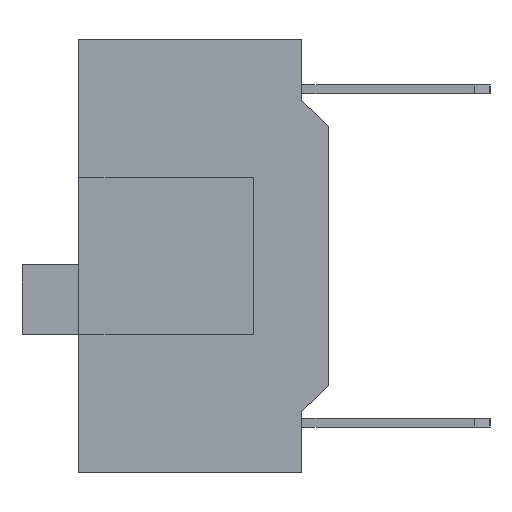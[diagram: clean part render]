
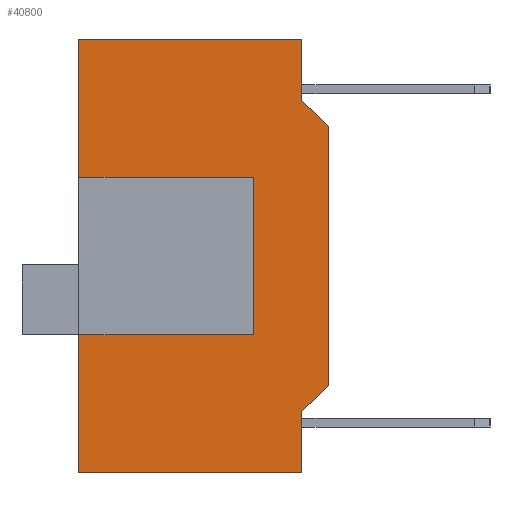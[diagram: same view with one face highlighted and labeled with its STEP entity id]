
A CAD part, left-side view. The second image highlights one B-rep face of the part: STEP entity #40800.
In plain terms, the highlighted planar face has unit normal (-1, 0, 0).
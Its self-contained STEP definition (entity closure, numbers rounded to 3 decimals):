
#10 = ORIENTED_EDGE ( 'NONE', *, *, #40828, .F. ) ;
#17 = ORIENTED_EDGE ( 'NONE', *, *, #40833, .F. ) ;
#6254 = CARTESIAN_POINT ( 'NONE',  ( -1.77, 5.7, -8.76 ) ) ;
#6290 = CARTESIAN_POINT ( 'NONE',  ( -1.77, 5.7, 1.14 ) ) ;
#6303 = CARTESIAN_POINT ( 'NONE',  ( -1.77, 5.7, -5.61 ) ) ;
#6314 = DIRECTION ( 'NONE',  ( 0., 0., -1. ) ) ;
#6315 = VECTOR ( 'NONE', #6314, 1000. ) ;
#6316 = CARTESIAN_POINT ( 'NONE',  ( -1.77, 5.7, 1.14 ) ) ;
#6324 = LINE ( 'NONE', #6316, #6315 ) ;
#6333 = CARTESIAN_POINT ( 'NONE',  ( -1.77, 5.7, -2.01 ) ) ;
#6557 = DIRECTION ( 'NONE',  ( 0., 0., -1. ) ) ;
#6558 = VECTOR ( 'NONE', #6557, 1000. ) ;
#6559 = CARTESIAN_POINT ( 'NONE',  ( -1.77, 5.7, 1.14 ) ) ;
#6560 = LINE ( 'NONE', #6559, #6558 ) ;
#8009 = DIRECTION ( 'NONE',  ( 0., 0., 1. ) ) ;
#8010 = VECTOR ( 'NONE', #8009, 1000. ) ;
#8011 = CARTESIAN_POINT ( 'NONE',  ( -1.77, 0.6, -0.26 ) ) ;
#8012 = LINE ( 'NONE', #8011, #8010 ) ;
#8014 = CARTESIAN_POINT ( 'NONE',  ( -1.77, 0.6, -8.76 ) ) ;
#8061 = CARTESIAN_POINT ( 'NONE',  ( -1.77, 0.6, -7.36 ) ) ;
#8080 = CARTESIAN_POINT ( 'NONE',  ( -1.77, 0.6, 1.14 ) ) ;
#8114 = CARTESIAN_POINT ( 'NONE',  ( -1.77, 0.6, -0.26 ) ) ;
#8165 = DIRECTION ( 'NONE',  ( 0., 0., 1. ) ) ;
#8166 = VECTOR ( 'NONE', #8165, 1000. ) ;
#8167 = CARTESIAN_POINT ( 'NONE',  ( -1.77, 0.6, -7.36 ) ) ;
#8168 = LINE ( 'NONE', #8167, #8166 ) ;
#9826 = FACE_OUTER_BOUND ( 'NONE', #40814, .T. ) ;
#9833 = PLANE ( 'NONE',  #9844 ) ;
#9836 = CARTESIAN_POINT ( 'NONE',  ( -1.77, 5.7, 1.14 ) ) ;
#9844 = AXIS2_PLACEMENT_3D ( 'NONE', #9836, #9898, #9897 ) ;
#9856 = CARTESIAN_POINT ( 'NONE',  ( -1.77, 0., -6.76 ) ) ;
#9865 = CARTESIAN_POINT ( 'NONE',  ( -1.77, 0., -6.76 ) ) ;
#9866 = LINE ( 'NONE', #9865, #9910 ) ;
#9884 = DIRECTION ( 'NONE',  ( 0., 1., 0. ) ) ;
#9885 = VECTOR ( 'NONE', #9884, 1000. ) ;
#9886 = CARTESIAN_POINT ( 'NONE',  ( -1.77, 1.7, -5.61 ) ) ;
#9889 = LINE ( 'NONE', #9886, #9885 ) ;
#9892 = DIRECTION ( 'NONE',  ( 0., -1., 0. ) ) ;
#9893 = VECTOR ( 'NONE', #9892, 1000. ) ;
#9894 = CARTESIAN_POINT ( 'NONE',  ( -1.77, 5.7, -8.76 ) ) ;
#9896 = CARTESIAN_POINT ( 'NONE',  ( -1.77, 1.7, -2.01 ) ) ;
#9897 = DIRECTION ( 'NONE',  ( 0., 0., 1. ) ) ;
#9898 = DIRECTION ( 'NONE',  ( -1., 0., 0. ) ) ;
#9899 = LINE ( 'NONE', #9894, #9893 ) ;
#9900 = VECTOR ( 'NONE', #9944, 1000. ) ;
#9901 = CARTESIAN_POINT ( 'NONE',  ( -1.77, 1.7, -5.61 ) ) ;
#9902 = LINE ( 'NONE', #9901, #9900 ) ;
#9903 = LINE ( 'NONE', #9912, #9937 ) ;
#9906 = LINE ( 'NONE', #9935, #9934 ) ;
#9907 = CARTESIAN_POINT ( 'NONE',  ( -1.77, 1.7, -2.01 ) ) ;
#9908 = LINE ( 'NONE', #9907, #9943 ) ;
#9909 = DIRECTION ( 'NONE',  ( 0., -0.707, 0.707 ) ) ;
#9910 = VECTOR ( 'NONE', #9909, 1000. ) ;
#9911 = DIRECTION ( 'NONE',  ( 0., -1., 0. ) ) ;
#9912 = CARTESIAN_POINT ( 'NONE',  ( -1.77, 5.7, 1.14 ) ) ;
#9917 = CARTESIAN_POINT ( 'NONE',  ( -1.77, 0., -0.86 ) ) ;
#9919 = CARTESIAN_POINT ( 'NONE',  ( -1.77, 1.7, -5.61 ) ) ;
#9933 = DIRECTION ( 'NONE',  ( 0., 0., -1. ) ) ;
#9934 = VECTOR ( 'NONE', #9933, 1000. ) ;
#9935 = CARTESIAN_POINT ( 'NONE',  ( -1.77, 0., 1.14 ) ) ;
#9937 = VECTOR ( 'NONE', #9911, 1000. ) ;
#9938 = DIRECTION ( 'NONE',  ( 0., 0.707, 0.707 ) ) ;
#9939 = VECTOR ( 'NONE', #9938, 1000. ) ;
#9940 = CARTESIAN_POINT ( 'NONE',  ( -1.77, 0., -0.86 ) ) ;
#9941 = LINE ( 'NONE', #9940, #9939 ) ;
#9942 = DIRECTION ( 'NONE',  ( 0., 1., 0. ) ) ;
#9943 = VECTOR ( 'NONE', #9942, 1000. ) ;
#9944 = DIRECTION ( 'NONE',  ( 0., 0., 1. ) ) ;
#15968 = VERTEX_POINT ( 'NONE', #6254 ) ;
#15970 = VERTEX_POINT ( 'NONE', #6303 ) ;
#15972 = VERTEX_POINT ( 'NONE', #6290 ) ;
#15983 = VERTEX_POINT ( 'NONE', #6333 ) ;
#15991 = EDGE_CURVE ( 'NONE', #15970, #15968, #6324, .T. ) ;
#16050 = EDGE_CURVE ( 'NONE', #15972, #15983, #6560, .T. ) ;
#16570 = EDGE_CURVE ( 'NONE', #16641, #16619, #8012, .T. ) ;
#16572 = VERTEX_POINT ( 'NONE', #8014 ) ;
#16589 = VERTEX_POINT ( 'NONE', #8061 ) ;
#16619 = VERTEX_POINT ( 'NONE', #8080 ) ;
#16641 = VERTEX_POINT ( 'NONE', #8114 ) ;
#16642 = EDGE_CURVE ( 'NONE', #16572, #16589, #8168, .T. ) ;
#40800 = ADVANCED_FACE ( 'NONE', ( #9826 ), #9833, .T. ) ;
#40801 = EDGE_CURVE ( 'NONE', #15968, #16572, #9899, .T. ) ;
#40802 = VERTEX_POINT ( 'NONE', #9896 ) ;
#40803 = ORIENTED_EDGE ( 'NONE', *, *, #40824, .F. ) ;
#40804 = VERTEX_POINT ( 'NONE', #9856 ) ;
#40807 = EDGE_CURVE ( 'NONE', #40820, #15970, #9889, .T. ) ;
#40808 = ORIENTED_EDGE ( 'NONE', *, *, #16570, .T. ) ;
#40809 = ORIENTED_EDGE ( 'NONE', *, *, #40807, .T. ) ;
#40810 = ORIENTED_EDGE ( 'NONE', *, *, #16642, .T. ) ;
#40814 = EDGE_LOOP ( 'NONE', ( #40803, #40809, #40819, #40836, #40810, #40831, #40834, #40827, #40808, #17, #40826, #10 ) ) ;
#40819 = ORIENTED_EDGE ( 'NONE', *, *, #15991, .T. ) ;
#40820 = VERTEX_POINT ( 'NONE', #9919 ) ;
#40822 = EDGE_CURVE ( 'NONE', #16589, #40804, #9866, .T. ) ;
#40824 = EDGE_CURVE ( 'NONE', #40820, #40802, #9902, .T. ) ;
#40826 = ORIENTED_EDGE ( 'NONE', *, *, #16050, .T. ) ;
#40827 = ORIENTED_EDGE ( 'NONE', *, *, #40829, .T. ) ;
#40828 = EDGE_CURVE ( 'NONE', #40802, #15983, #9908, .T. ) ;
#40829 = EDGE_CURVE ( 'NONE', #40832, #16641, #9941, .T. ) ;
#40831 = ORIENTED_EDGE ( 'NONE', *, *, #40822, .T. ) ;
#40832 = VERTEX_POINT ( 'NONE', #9917 ) ;
#40833 = EDGE_CURVE ( 'NONE', #15972, #16619, #9903, .T. ) ;
#40834 = ORIENTED_EDGE ( 'NONE', *, *, #40835, .F. ) ;
#40835 = EDGE_CURVE ( 'NONE', #40832, #40804, #9906, .T. ) ;
#40836 = ORIENTED_EDGE ( 'NONE', *, *, #40801, .T. ) ;
